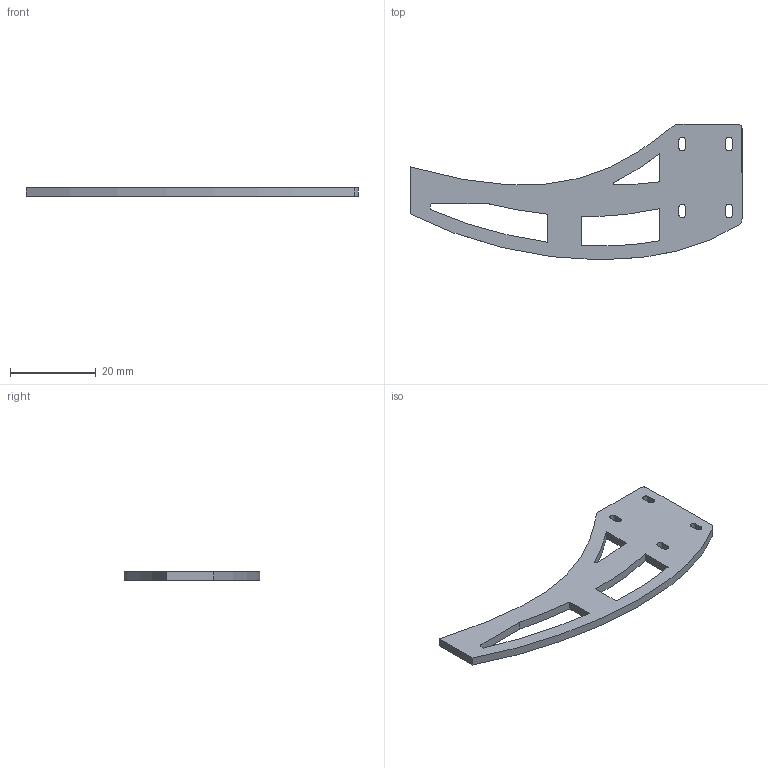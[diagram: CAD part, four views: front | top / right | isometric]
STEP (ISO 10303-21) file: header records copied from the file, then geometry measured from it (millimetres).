
FILE_DESCRIPTION(/* description */ (''),/* implementation_level */ '2;1');
FILE_NAME(/* name */ 'LandingGear2mm.smb.stp',/* time_stamp */ '2014-07-06T13:39:41+00:00',/* author */ (''),/* organization */ (''),/* preprocessor_version */ 'ST-DEVELOPER v15.6',/* originating_system */ 'Autodesk Translator Framework v3.0.0.6910',/* authorisation */ '');
FILE_SCHEMA (('AUTOMOTIVE_DESIGN { 1 0 10303 214 3 1 1 }'));
Length unit declared in the file: centimetre
Products named in the file (1): LandingGear2mm.smb
Bounding box: 77.52 x 31.69 x 2 mm (x, y, z)
Volume: 2407.9 mm3; surface area: 3154.8 mm2
Topology: 1 solids, 1 shells, 49 faces, 141 edges, 94 vertices
Faces by surface type: bspline 29, plane 20
Entity records: 1772 total; most frequent: CARTESIAN_POINT 662, ORIENTED_EDGE 282, EDGE_CURVE 141, DIRECTION 125, VERTEX_POINT 94, LINE 83, VECTOR 83, EDGE_LOOP 63
